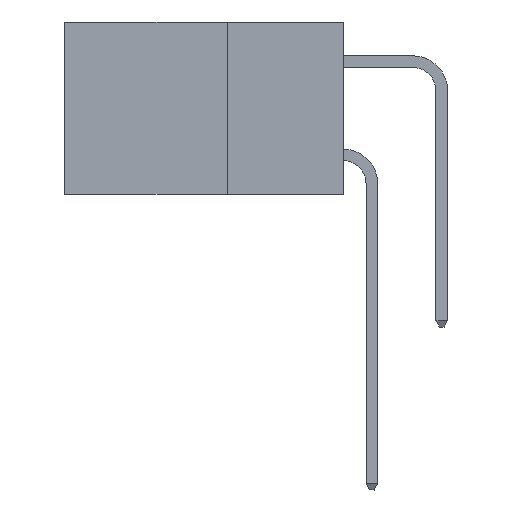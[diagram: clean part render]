
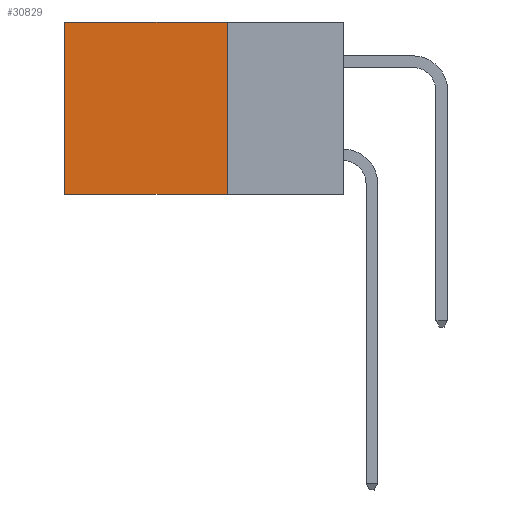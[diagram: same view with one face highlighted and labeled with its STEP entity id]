
A CAD part, left-side view. The second image highlights one B-rep face of the part: STEP entity #30829.
In plain terms, the highlighted planar face has unit normal (-1, 0, 0).
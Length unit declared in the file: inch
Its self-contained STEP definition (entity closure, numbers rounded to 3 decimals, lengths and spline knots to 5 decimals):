
#551 = EDGE_CURVE ( 'NONE', #6081, #2194, #3427, .T. ) ;
#785 = CARTESIAN_POINT ( 'NONE',  ( 0.298, 0.25, 0. ) ) ;
#1328 = LINE ( 'NONE', #24289, #29132 ) ;
#1524 = EDGE_CURVE ( 'NONE', #6351, #34180, #1328, .T. ) ;
#2070 = CARTESIAN_POINT ( 'NONE',  ( 0.298, 0.6, -0.37 ) ) ;
#2194 = VERTEX_POINT ( 'NONE', #32353 ) ;
#2218 = CARTESIAN_POINT ( 'NONE',  ( 0.298, 0.25, 0. ) ) ;
#3427 = LINE ( 'NONE', #11782, #31252 ) ;
#3462 = DIRECTION ( 'NONE',  ( 1., 0., 0. ) ) ;
#4026 = EDGE_CURVE ( 'NONE', #6081, #6351, #26845, .T. ) ;
#6081 = VERTEX_POINT ( 'NONE', #2218 ) ;
#6351 = VERTEX_POINT ( 'NONE', #32834 ) ;
#7246 = FACE_OUTER_BOUND ( 'NONE', #26813, .T. ) ;
#7878 = EDGE_CURVE ( 'NONE', #2194, #34180, #15592, .T. ) ;
#9700 = DIRECTION ( 'NONE',  ( 0., 1., 0. ) ) ;
#9941 = ORIENTED_EDGE ( 'NONE', *, *, #4026, .F. ) ;
#11782 = CARTESIAN_POINT ( 'NONE',  ( 0.298, 0.25, 0. ) ) ;
#15592 = LINE ( 'NONE', #34025, #21947 ) ;
#16275 = DIRECTION ( 'NONE',  ( 0., 1., 0. ) ) ;
#16941 = PLANE ( 'NONE',  #25762 ) ;
#18873 = VECTOR ( 'NONE', #26588, 39.37008 ) ;
#19709 = ORIENTED_EDGE ( 'NONE', *, *, #1524, .F. ) ;
#21947 = VECTOR ( 'NONE', #31275, 39.37008 ) ;
#22373 = DIRECTION ( 'NONE',  ( 0., 0., -1. ) ) ;
#24289 = CARTESIAN_POINT ( 'NONE',  ( 0.298, 0.25, -0.37 ) ) ;
#25762 = AXIS2_PLACEMENT_3D ( 'NONE', #785, #3462, #22373 ) ;
#25915 = ORIENTED_EDGE ( 'NONE', *, *, #551, .T. ) ;
#26588 = DIRECTION ( 'NONE',  ( 0., 0., -1. ) ) ;
#26813 = EDGE_LOOP ( 'NONE', ( #26949, #19709, #9941, #25915 ) ) ;
#26845 = LINE ( 'NONE', #32007, #18873 ) ;
#26949 = ORIENTED_EDGE ( 'NONE', *, *, #7878, .T. ) ;
#29132 = VECTOR ( 'NONE', #16275, 39.37008 ) ;
#30829 = ADVANCED_FACE ( 'NONE', ( #7246 ), #16941, .F. ) ;
#31252 = VECTOR ( 'NONE', #9700, 39.37008 ) ;
#31275 = DIRECTION ( 'NONE',  ( 0., 0., -1. ) ) ;
#32007 = CARTESIAN_POINT ( 'NONE',  ( 0.298, 0.25, 0. ) ) ;
#32353 = CARTESIAN_POINT ( 'NONE',  ( 0.298, 0.6, 0. ) ) ;
#32834 = CARTESIAN_POINT ( 'NONE',  ( 0.298, 0.25, -0.37 ) ) ;
#34025 = CARTESIAN_POINT ( 'NONE',  ( 0.298, 0.6, 0. ) ) ;
#34180 = VERTEX_POINT ( 'NONE', #2070 ) ;
